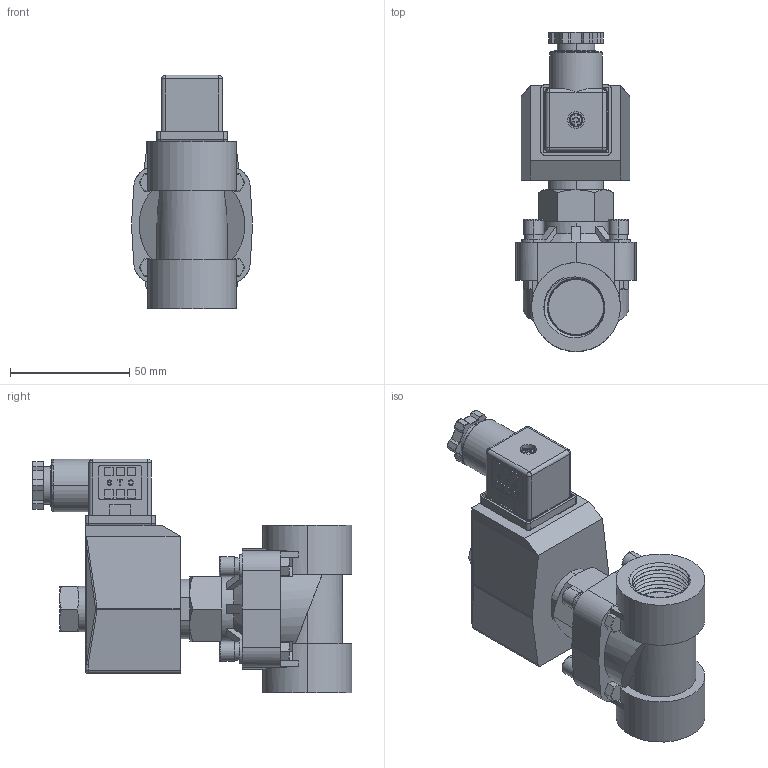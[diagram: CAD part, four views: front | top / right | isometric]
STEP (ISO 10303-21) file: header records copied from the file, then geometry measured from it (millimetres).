
FILE_DESCRIPTION (( 'STEP AP214' ), '1' );
FILE_NAME ('2PO200-3-4.STEP', '2018-10-10T17:45:38', ( '' ), ( '' ), 'SwSTEP 2.0', 'SolidWorks 2016', '' );
FILE_SCHEMA (( 'AUTOMOTIVE_DESIGN' ));
Length unit declared in the file: millimetre
Products named in the file (1): 2PO200-3-4
Bounding box: 50.8 x 134.01 x 98.08 mm (x, y, z)
Volume: 221132.1 mm3; surface area: 63230.9 mm2
Topology: 20 solids, 20 shells, 1259 faces, 3429 edges, 2255 vertices
Faces by surface type: plane 706, cylinder 340, cone 114, bspline 52, torus 26, sphere 21
Entity records: 77946 total; most frequent: CARTESIAN_POINT 33707, ORIENTED_EDGE 6842, DIRECTION 5333, EDGE_CURVE 3421, VERTEX_POINT 2255, LINE 2037, VECTOR 2037, AXIS2_PLACEMENT_3D 1648
